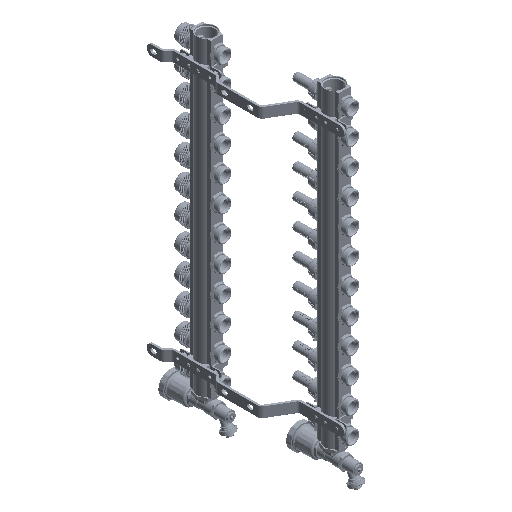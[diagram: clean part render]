
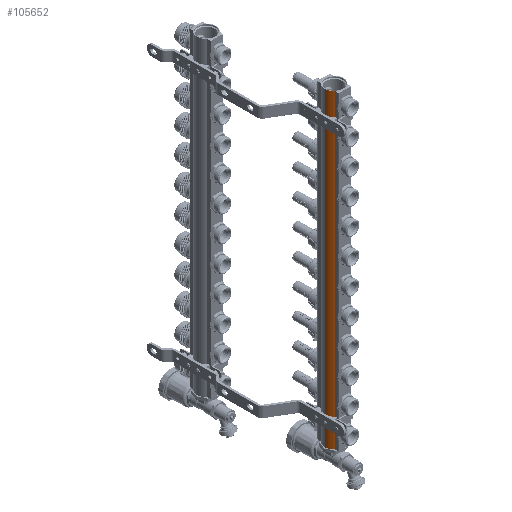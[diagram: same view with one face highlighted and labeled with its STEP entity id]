
A CAD part, isometric view. The second image highlights one B-rep face of the part: STEP entity #105652.
In plain terms, the highlighted cylindrical face has radius 18.2 mm (diameter 36.4 mm), a partial arc.
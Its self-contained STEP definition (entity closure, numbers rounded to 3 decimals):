
#725 = EDGE_CURVE ( 'NONE', #44551, #61169, #104316, .T. ) ;
#5407 = ORIENTED_EDGE ( 'NONE', *, *, #725, .T. ) ;
#8550 = ORIENTED_EDGE ( 'NONE', *, *, #94333, .T. ) ;
#11365 = DIRECTION ( 'NONE',  ( 0., 0., 1. ) ) ;
#12604 = CARTESIAN_POINT ( 'NONE',  ( -18.2, 0., 600. ) ) ;
#14940 = CARTESIAN_POINT ( 'NONE',  ( 0., 0., 0. ) ) ;
#29229 = LINE ( 'NONE', #48974, #34335 ) ;
#30056 = FACE_OUTER_BOUND ( 'NONE', #63733, .T. ) ;
#33386 = AXIS2_PLACEMENT_3D ( 'NONE', #82251, #50069, #66155 ) ;
#34335 = VECTOR ( 'NONE', #80779, 1000. ) ;
#36409 = CARTESIAN_POINT ( 'NONE',  ( 0., 0., 600. ) ) ;
#44551 = VERTEX_POINT ( 'NONE', #12604 ) ;
#47839 = DIRECTION ( 'NONE',  ( 1., 0., 0. ) ) ;
#48974 = CARTESIAN_POINT ( 'NONE',  ( -12., -13.684, 600. ) ) ;
#50069 = DIRECTION ( 'NONE',  ( 0., 0., -1. ) ) ;
#51777 = CYLINDRICAL_SURFACE ( 'NONE', #33386, 18.2 ) ;
#53145 = AXIS2_PLACEMENT_3D ( 'NONE', #14940, #88599, #47839 ) ;
#58446 = EDGE_CURVE ( 'NONE', #44551, #94172, #72617, .T. ) ;
#61169 = VERTEX_POINT ( 'NONE', #104755 ) ;
#63733 = EDGE_LOOP ( 'NONE', ( #90836, #5407, #8550, #85560 ) ) ;
#63827 = AXIS2_PLACEMENT_3D ( 'NONE', #36409, #11365, #69275 ) ;
#66155 = DIRECTION ( 'NONE',  ( -1., 0., 0. ) ) ;
#67021 = CIRCLE ( 'NONE', #53145, 18.2 ) ;
#69275 = DIRECTION ( 'NONE',  ( 1., 0., 0. ) ) ;
#70456 = VERTEX_POINT ( 'NONE', #88031 ) ;
#72617 = CIRCLE ( 'NONE', #63827, 18.2 ) ;
#77351 = VECTOR ( 'NONE', #85761, 1000. ) ;
#78918 = CARTESIAN_POINT ( 'NONE',  ( -12., -13.684, 600. ) ) ;
#80779 = DIRECTION ( 'NONE',  ( 0., 0., -1. ) ) ;
#82251 = CARTESIAN_POINT ( 'NONE',  ( 0., 0., 600. ) ) ;
#84716 = CARTESIAN_POINT ( 'NONE',  ( -18.2, 0., 600. ) ) ;
#85560 = ORIENTED_EDGE ( 'NONE', *, *, #101377, .F. ) ;
#85761 = DIRECTION ( 'NONE',  ( 0., 0., -1. ) ) ;
#88031 = CARTESIAN_POINT ( 'NONE',  ( -12., -13.684, 0. ) ) ;
#88599 = DIRECTION ( 'NONE',  ( 0., 0., 1. ) ) ;
#90836 = ORIENTED_EDGE ( 'NONE', *, *, #58446, .F. ) ;
#94172 = VERTEX_POINT ( 'NONE', #78918 ) ;
#94333 = EDGE_CURVE ( 'NONE', #61169, #70456, #67021, .T. ) ;
#101377 = EDGE_CURVE ( 'NONE', #94172, #70456, #29229, .T. ) ;
#104316 = LINE ( 'NONE', #84716, #77351 ) ;
#104755 = CARTESIAN_POINT ( 'NONE',  ( -18.2, 0., 0. ) ) ;
#105652 = ADVANCED_FACE ( 'NONE', ( #30056 ), #51777, .T. ) ;
